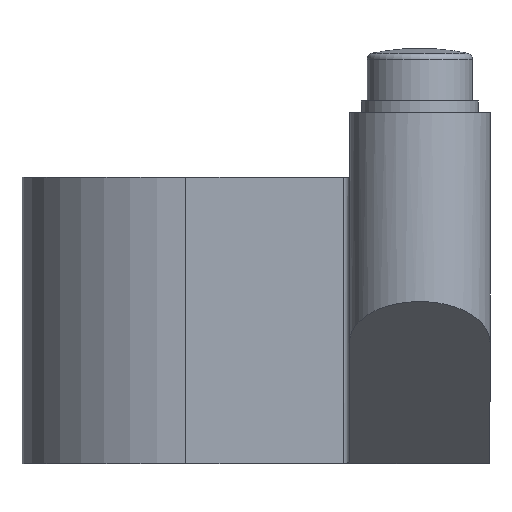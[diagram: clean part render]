
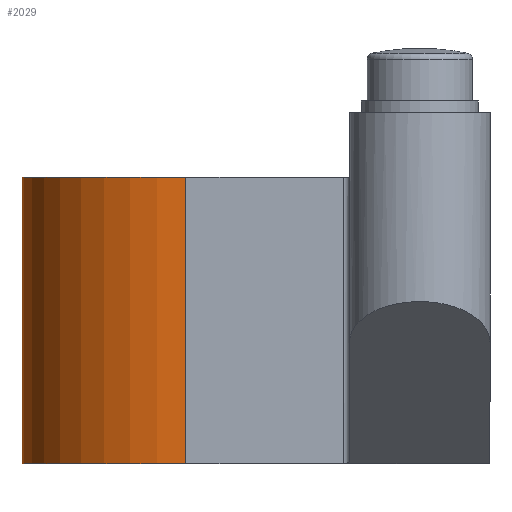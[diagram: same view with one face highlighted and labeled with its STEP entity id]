
A CAD part, front view. The second image highlights one B-rep face of the part: STEP entity #2029.
In plain terms, the highlighted cylindrical face has radius 14 mm (diameter 28 mm), a partial arc.
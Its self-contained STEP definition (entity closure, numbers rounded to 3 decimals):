
#111 = FACE_OUTER_BOUND ( 'NONE', #6295, .T. ) ;
#567 = EDGE_CURVE ( 'NONE', #9804, #8077, #9833, .T. ) ;
#857 = CARTESIAN_POINT ( 'NONE',  ( -14., 0., -12.25 ) ) ;
#1088 = ORIENTED_EDGE ( 'NONE', *, *, #8789, .F. ) ;
#1117 = VECTOR ( 'NONE', #15244, 1000. ) ;
#2029 = ADVANCED_FACE ( 'NONE', ( #111 ), #18546, .T. ) ;
#2285 = DIRECTION ( 'NONE',  ( 0., 0., -1. ) ) ;
#2618 = DIRECTION ( 'NONE',  ( -1., 0., 0. ) ) ;
#3811 = VERTEX_POINT ( 'NONE', #13962 ) ;
#4033 = LINE ( 'NONE', #4339, #1117 ) ;
#4049 = CARTESIAN_POINT ( 'NONE',  ( -14., 0., 12.25 ) ) ;
#4273 = AXIS2_PLACEMENT_3D ( 'NONE', #6554, #2285, #2618 ) ;
#4339 = CARTESIAN_POINT ( 'NONE',  ( 0., -14., 12.25 ) ) ;
#4775 = ORIENTED_EDGE ( 'NONE', *, *, #9867, .T. ) ;
#6295 = EDGE_LOOP ( 'NONE', ( #1088, #11922, #4775, #14329 ) ) ;
#6554 = CARTESIAN_POINT ( 'NONE',  ( 0., 0., 12.25 ) ) ;
#8077 = VERTEX_POINT ( 'NONE', #857 ) ;
#8368 = VECTOR ( 'NONE', #17185, 1000. ) ;
#8789 = EDGE_CURVE ( 'NONE', #9804, #3811, #15475, .T. ) ;
#9434 = CARTESIAN_POINT ( 'NONE',  ( -14., 0., 12.25 ) ) ;
#9804 = VERTEX_POINT ( 'NONE', #4049 ) ;
#9833 = LINE ( 'NONE', #9434, #8368 ) ;
#9867 = EDGE_CURVE ( 'NONE', #8077, #13775, #10518, .T. ) ;
#10518 = CIRCLE ( 'NONE', #10966, 14. ) ;
#10597 = DIRECTION ( 'NONE',  ( 0., 0., 1. ) ) ;
#10966 = AXIS2_PLACEMENT_3D ( 'NONE', #19828, #10597, #15302 ) ;
#11294 = CARTESIAN_POINT ( 'NONE',  ( 0., -14., -12.25 ) ) ;
#11491 = DIRECTION ( 'NONE',  ( 1., 0., 0. ) ) ;
#11922 = ORIENTED_EDGE ( 'NONE', *, *, #567, .T. ) ;
#13775 = VERTEX_POINT ( 'NONE', #11294 ) ;
#13962 = CARTESIAN_POINT ( 'NONE',  ( 0., -14., 12.25 ) ) ;
#14329 = ORIENTED_EDGE ( 'NONE', *, *, #17457, .F. ) ;
#15244 = DIRECTION ( 'NONE',  ( 0., 0., -1. ) ) ;
#15302 = DIRECTION ( 'NONE',  ( 1., 0., 0. ) ) ;
#15475 = CIRCLE ( 'NONE', #19415, 14. ) ;
#15894 = CARTESIAN_POINT ( 'NONE',  ( 0., 0., 12.25 ) ) ;
#17185 = DIRECTION ( 'NONE',  ( 0., 0., -1. ) ) ;
#17457 = EDGE_CURVE ( 'NONE', #3811, #13775, #4033, .T. ) ;
#18546 = CYLINDRICAL_SURFACE ( 'NONE', #4273, 14. ) ;
#19071 = DIRECTION ( 'NONE',  ( 0., 0., 1. ) ) ;
#19415 = AXIS2_PLACEMENT_3D ( 'NONE', #15894, #19071, #11491 ) ;
#19828 = CARTESIAN_POINT ( 'NONE',  ( 0., 0., -12.25 ) ) ;
